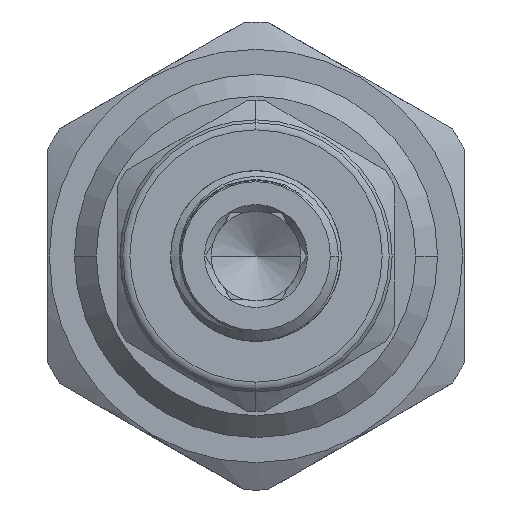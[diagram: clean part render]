
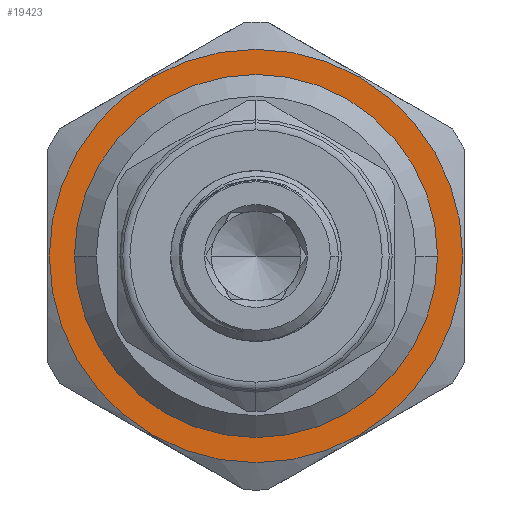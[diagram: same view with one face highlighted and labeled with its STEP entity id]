
A CAD part, left-side view. The second image highlights one B-rep face of the part: STEP entity #19423.
In plain terms, the highlighted planar face has unit normal (-1, 0, 0).
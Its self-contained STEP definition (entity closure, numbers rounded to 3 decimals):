
#469 = AXIS2_PLACEMENT_3D ( 'NONE', #17606, #17669, #1299 ) ;
#656 = EDGE_CURVE ( 'NONE', #18227, #14564, #8366, .T. ) ;
#1299 = DIRECTION ( 'NONE',  ( 0., 1., 0. ) ) ;
#1532 = CIRCLE ( 'NONE', #469, 8.3 ) ;
#1645 = CIRCLE ( 'NONE', #7794, 9.45 ) ;
#3011 = ORIENTED_EDGE ( 'NONE', *, *, #656, .T. ) ;
#3147 = CARTESIAN_POINT ( 'NONE',  ( 13.9, 0., 0. ) ) ;
#3244 = FACE_BOUND ( 'NONE', #4966, .T. ) ;
#3671 = AXIS2_PLACEMENT_3D ( 'NONE', #7069, #17550, #10086 ) ;
#3738 = VERTEX_POINT ( 'NONE', #10290 ) ;
#4265 = CARTESIAN_POINT ( 'NONE',  ( 13.9, 0., 0. ) ) ;
#4966 = EDGE_LOOP ( 'NONE', ( #17134, #17201 ) ) ;
#5014 = CARTESIAN_POINT ( 'NONE',  ( 13.9, -9.45, 0. ) ) ;
#5215 = EDGE_CURVE ( 'NONE', #11436, #3738, #5522, .T. ) ;
#5334 = AXIS2_PLACEMENT_3D ( 'NONE', #19411, #12011, #13508 ) ;
#5522 = CIRCLE ( 'NONE', #5334, 8.3 ) ;
#6150 = EDGE_CURVE ( 'NONE', #3738, #11436, #1532, .T. ) ;
#7024 = ORIENTED_EDGE ( 'NONE', *, *, #17489, .T. ) ;
#7069 = CARTESIAN_POINT ( 'NONE',  ( 13.9, 0., -8.3 ) ) ;
#7219 = CARTESIAN_POINT ( 'NONE',  ( 13.9, 8.3, 0. ) ) ;
#7794 = AXIS2_PLACEMENT_3D ( 'NONE', #4265, #16235, #17608 ) ;
#8366 = CIRCLE ( 'NONE', #18005, 9.45 ) ;
#8501 = PLANE ( 'NONE',  #3671 ) ;
#9146 = DIRECTION ( 'NONE',  ( 0., 1., 0. ) ) ;
#10086 = DIRECTION ( 'NONE',  ( 0., -1., 0. ) ) ;
#10290 = CARTESIAN_POINT ( 'NONE',  ( 13.9, -8.3, 0. ) ) ;
#10452 = EDGE_LOOP ( 'NONE', ( #3011, #7024 ) ) ;
#10515 = FACE_OUTER_BOUND ( 'NONE', #10452, .T. ) ;
#11436 = VERTEX_POINT ( 'NONE', #7219 ) ;
#12011 = DIRECTION ( 'NONE',  ( -1., 0., 0. ) ) ;
#13508 = DIRECTION ( 'NONE',  ( 0., 1., 0. ) ) ;
#14564 = VERTEX_POINT ( 'NONE', #17574 ) ;
#16235 = DIRECTION ( 'NONE',  ( -1., 0., 0. ) ) ;
#17134 = ORIENTED_EDGE ( 'NONE', *, *, #5215, .F. ) ;
#17201 = ORIENTED_EDGE ( 'NONE', *, *, #6150, .F. ) ;
#17489 = EDGE_CURVE ( 'NONE', #14564, #18227, #1645, .T. ) ;
#17550 = DIRECTION ( 'NONE',  ( 1., 0., 0. ) ) ;
#17574 = CARTESIAN_POINT ( 'NONE',  ( 13.9, 9.45, 0. ) ) ;
#17606 = CARTESIAN_POINT ( 'NONE',  ( 13.9, 0., 0. ) ) ;
#17608 = DIRECTION ( 'NONE',  ( 0., 1., 0. ) ) ;
#17669 = DIRECTION ( 'NONE',  ( -1., 0., 0. ) ) ;
#18005 = AXIS2_PLACEMENT_3D ( 'NONE', #3147, #18077, #9146 ) ;
#18077 = DIRECTION ( 'NONE',  ( -1., 0., 0. ) ) ;
#18227 = VERTEX_POINT ( 'NONE', #5014 ) ;
#19411 = CARTESIAN_POINT ( 'NONE',  ( 13.9, 0., 0. ) ) ;
#19423 = ADVANCED_FACE ( 'NONE', ( #3244, #10515 ), #8501, .F. ) ;
